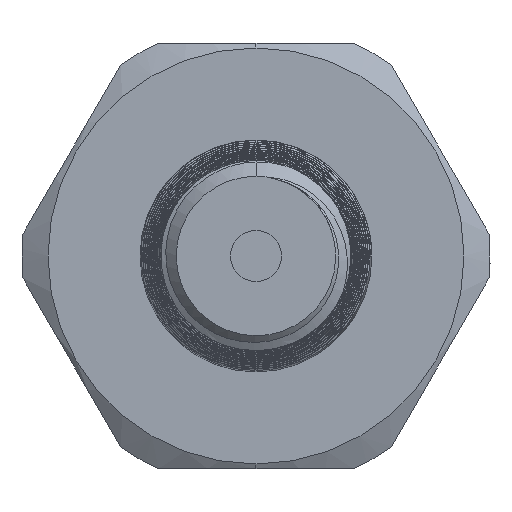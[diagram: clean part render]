
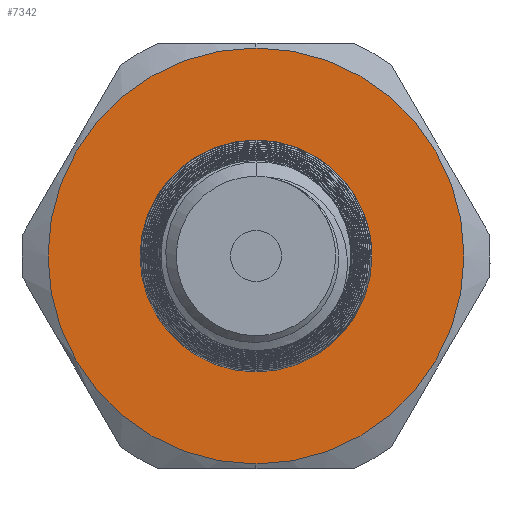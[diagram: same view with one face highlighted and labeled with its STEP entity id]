
A CAD part, left-side view. The second image highlights one B-rep face of the part: STEP entity #7342.
In plain terms, the highlighted face is planar.
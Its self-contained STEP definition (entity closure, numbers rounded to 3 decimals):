
#1557=CARTESIAN_POINT('',(-3.563,-11.259,
49.057));
#1558=DIRECTION('',(0.,-1.,0.));
#1559=DIRECTION('',(0.,0.,-1.));
#1560=AXIS2_PLACEMENT_3D('',#1557,#1558,#1559);
#1562=CARTESIAN_POINT('',(-3.563,-11.259,
49.057));
#1563=DIRECTION('',(0.,-1.,0.));
#1564=DIRECTION('',(0.,0.,1.));
#1565=AXIS2_PLACEMENT_3D('',#1562,#1563,#1564);
#1567=CARTESIAN_POINT('',(-3.563,-11.259,
49.057));
#1568=DIRECTION('',(0.,1.,0.));
#1569=DIRECTION('',(0.,0.,1.));
#1570=AXIS2_PLACEMENT_3D('',#1567,#1568,#1569);
#1572=CARTESIAN_POINT('',(-3.563,-11.259,
49.057));
#1573=DIRECTION('',(0.,1.,0.));
#1574=DIRECTION('',(0.,0.,-1.));
#1575=AXIS2_PLACEMENT_3D('',#1572,#1573,#1574);
#3985=CARTESIAN_POINT('',(-3.563,-11.259,
36.842));
#3987=VERTEX_POINT('',#3985);
#4018=CARTESIAN_POINT('',(-3.563,-11.259,
61.272));
#4020=VERTEX_POINT('',#4018);
#4080=CARTESIAN_POINT('',(-3.563,-11.259,
42.247));
#4082=VERTEX_POINT('',#4080);
#4085=CARTESIAN_POINT('',(-3.563,-11.259,
55.867));
#4086=VERTEX_POINT('',#4085);
#7327=CARTESIAN_POINT('',(-17.313,-11.259,
49.057));
#7328=DIRECTION('',(0.,-1.,0.));
#7329=DIRECTION('',(0.,0.,-1.));
#7330=AXIS2_PLACEMENT_3D('',#7327,#7328,#7329);
#7331=PLANE('',#7330);
#7332=ORIENTED_EDGE('',*,*,#7313,.F.);
#7333=ORIENTED_EDGE('',*,*,#7303,.F.);
#7334=EDGE_LOOP('',(#7332,#7333));
#7335=FACE_OUTER_BOUND('',#7334,.F.);
#7337=ORIENTED_EDGE('',*,*,#7336,.F.);
#7339=ORIENTED_EDGE('',*,*,#7338,.F.);
#7340=EDGE_LOOP('',(#7337,#7339));
#7341=FACE_BOUND('',#7340,.F.);
#7342=ADVANCED_FACE('',(#7335,#7341),#7331,.T.);
#1561=CIRCLE('',#1560,12.215);
#1566=CIRCLE('',#1565,12.215);
#1571=CIRCLE('',#1570,6.81);
#1576=CIRCLE('',#1575,6.81);
#7303=EDGE_CURVE('',#4020,#3987,#1566,.T.);
#7313=EDGE_CURVE('',#3987,#4020,#1561,.T.);
#7336=EDGE_CURVE('',#4086,#4082,#1571,.T.);
#7338=EDGE_CURVE('',#4082,#4086,#1576,.T.);
